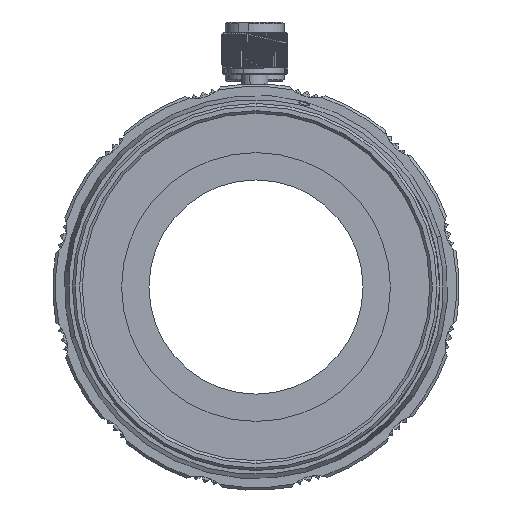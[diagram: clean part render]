
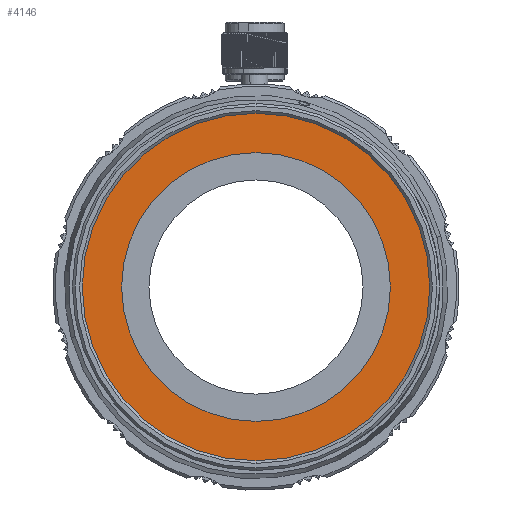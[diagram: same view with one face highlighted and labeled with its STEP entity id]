
A CAD part, left-side view. The second image highlights one B-rep face of the part: STEP entity #4146.
In plain terms, the highlighted planar face has unit normal (-1, 0, 0).
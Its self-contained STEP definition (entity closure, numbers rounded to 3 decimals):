
#3990 = DIRECTION ( 'NONE',  ( 0., 0., 1. ) ) ;
#4146 = ADVANCED_FACE ( 'NONE', ( #27554, #48734 ), #9781, .F. ) ;
#5584 = CARTESIAN_POINT ( 'NONE',  ( -17.7, 0., 10.25 ) ) ;
#8790 = EDGE_LOOP ( 'NONE', ( #19763, #16343 ) ) ;
#9709 = AXIS2_PLACEMENT_3D ( 'NONE', #25874, #46350, #42418 ) ;
#9781 = PLANE ( 'NONE',  #9709 ) ;
#9813 = DIRECTION ( 'NONE',  ( -1., 0., 0. ) ) ;
#13070 = EDGE_CURVE ( 'NONE', #17490, #52147, #22665, .T. ) ;
#14308 = CARTESIAN_POINT ( 'NONE',  ( -17.7, 0., 0. ) ) ;
#15428 = AXIS2_PLACEMENT_3D ( 'NONE', #20270, #53101, #3990 ) ;
#15904 = CIRCLE ( 'NONE', #27035, 10.25 ) ;
#16329 = EDGE_CURVE ( 'NONE', #30271, #36665, #48128, .T. ) ;
#16343 = ORIENTED_EDGE ( 'NONE', *, *, #47728, .F. ) ;
#17490 = VERTEX_POINT ( 'NONE', #35078 ) ;
#19763 = ORIENTED_EDGE ( 'NONE', *, *, #16329, .F. ) ;
#20270 = CARTESIAN_POINT ( 'NONE',  ( -17.7, 0., 0. ) ) ;
#22200 = DIRECTION ( 'NONE',  ( 0., 0., 1. ) ) ;
#22315 = DIRECTION ( 'NONE',  ( 0., 0., 1. ) ) ;
#22665 = CIRCLE ( 'NONE', #39890, 13.6 ) ;
#25802 = DIRECTION ( 'NONE',  ( -1., 0., 0. ) ) ;
#25874 = CARTESIAN_POINT ( 'NONE',  ( -17.7, 10.25, 0. ) ) ;
#27035 = AXIS2_PLACEMENT_3D ( 'NONE', #38561, #25802, #22200 ) ;
#27060 = ORIENTED_EDGE ( 'NONE', *, *, #29353, .T. ) ;
#27520 = DIRECTION ( 'NONE',  ( -1., 0., 0. ) ) ;
#27554 = FACE_BOUND ( 'NONE', #8790, .T. ) ;
#29353 = EDGE_CURVE ( 'NONE', #52147, #17490, #29654, .T. ) ;
#29654 = CIRCLE ( 'NONE', #38830, 13.6 ) ;
#30271 = VERTEX_POINT ( 'NONE', #5584 ) ;
#32305 = CARTESIAN_POINT ( 'NONE',  ( -17.7, 0., 13.6 ) ) ;
#35078 = CARTESIAN_POINT ( 'NONE',  ( -17.7, 0., -13.6 ) ) ;
#36665 = VERTEX_POINT ( 'NONE', #41422 ) ;
#38561 = CARTESIAN_POINT ( 'NONE',  ( -17.7, 0., 0. ) ) ;
#38830 = AXIS2_PLACEMENT_3D ( 'NONE', #48349, #27520, #43872 ) ;
#39077 = EDGE_LOOP ( 'NONE', ( #27060, #46916 ) ) ;
#39890 = AXIS2_PLACEMENT_3D ( 'NONE', #14308, #9813, #22315 ) ;
#41422 = CARTESIAN_POINT ( 'NONE',  ( -17.7, 0., -10.25 ) ) ;
#42418 = DIRECTION ( 'NONE',  ( 0., 0., -1. ) ) ;
#43872 = DIRECTION ( 'NONE',  ( 0., 0., 1. ) ) ;
#46350 = DIRECTION ( 'NONE',  ( 1., 0., 0. ) ) ;
#46916 = ORIENTED_EDGE ( 'NONE', *, *, #13070, .T. ) ;
#47728 = EDGE_CURVE ( 'NONE', #36665, #30271, #15904, .T. ) ;
#48128 = CIRCLE ( 'NONE', #15428, 10.25 ) ;
#48349 = CARTESIAN_POINT ( 'NONE',  ( -17.7, 0., 0. ) ) ;
#48734 = FACE_OUTER_BOUND ( 'NONE', #39077, .T. ) ;
#52147 = VERTEX_POINT ( 'NONE', #32305 ) ;
#53101 = DIRECTION ( 'NONE',  ( -1., 0., 0. ) ) ;
